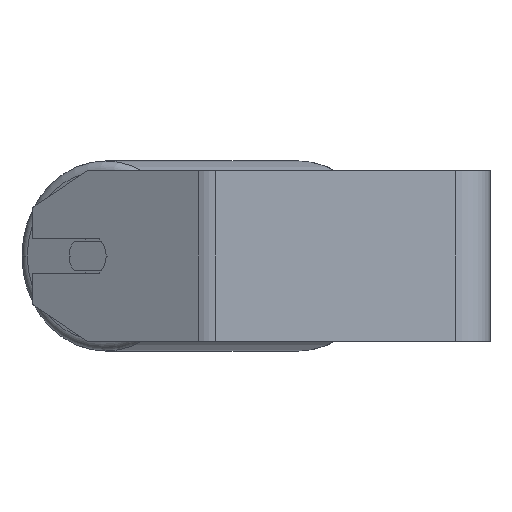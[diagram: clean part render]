
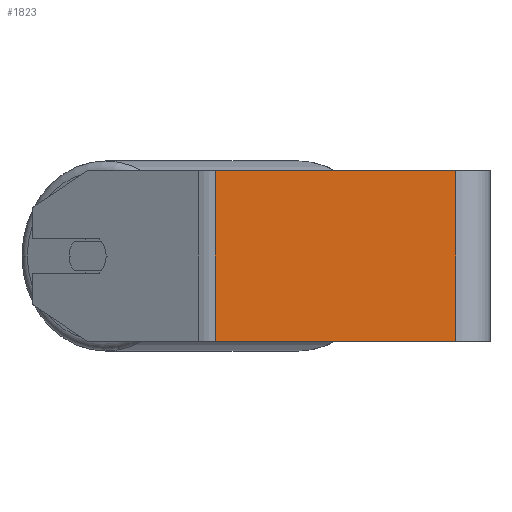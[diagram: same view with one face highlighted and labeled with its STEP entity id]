
A CAD part, left-side view. The second image highlights one B-rep face of the part: STEP entity #1823.
In plain terms, the highlighted planar face has unit normal (-1, 0, 0).
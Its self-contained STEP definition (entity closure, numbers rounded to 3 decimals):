
#21 = FACE_OUTER_BOUND ( 'NONE', #3001, .T. ) ;
#23 = CARTESIAN_POINT ( 'NONE',  ( -230., 128.525, 40. ) ) ;
#67 = VECTOR ( 'NONE', #2621, 1000. ) ;
#121 = CARTESIAN_POINT ( 'NONE',  ( -230., 132.812, 40. ) ) ;
#407 = VERTEX_POINT ( 'NONE', #925 ) ;
#649 = LINE ( 'NONE', #3360, #760 ) ;
#725 = AXIS2_PLACEMENT_3D ( 'NONE', #121, #5413, #5440 ) ;
#760 = VECTOR ( 'NONE', #4940, 1000. ) ;
#838 = EDGE_CURVE ( 'NONE', #4177, #3803, #4108, .T. ) ;
#917 = DIRECTION ( 'NONE',  ( 0., -1., 0. ) ) ;
#925 = CARTESIAN_POINT ( 'NONE',  ( -230., 16., 40. ) ) ;
#1211 = CARTESIAN_POINT ( 'NONE',  ( -230., 16., 40. ) ) ;
#1404 = VERTEX_POINT ( 'NONE', #2060 ) ;
#1695 = ORIENTED_EDGE ( 'NONE', *, *, #1900, .F. ) ;
#1823 = ADVANCED_FACE ( 'NONE', ( #21 ), #6003, .F. ) ;
#1900 = EDGE_CURVE ( 'NONE', #407, #3803, #3263, .T. ) ;
#2060 = CARTESIAN_POINT ( 'NONE',  ( -230., 128.525, 40. ) ) ;
#2256 = DIRECTION ( 'NONE',  ( 0., 0., -1. ) ) ;
#2423 = CARTESIAN_POINT ( 'NONE',  ( -230., 132.812, -40. ) ) ;
#2621 = DIRECTION ( 'NONE',  ( 0., 0., -1. ) ) ;
#2686 = CARTESIAN_POINT ( 'NONE',  ( -230., 128.525, -40. ) ) ;
#3001 = EDGE_LOOP ( 'NONE', ( #5348, #1695, #5408, #3146 ) ) ;
#3146 = ORIENTED_EDGE ( 'NONE', *, *, #4579, .T. ) ;
#3263 = LINE ( 'NONE', #1211, #4661 ) ;
#3360 = CARTESIAN_POINT ( 'NONE',  ( -230., 132.812, 40. ) ) ;
#3803 = VERTEX_POINT ( 'NONE', #4271 ) ;
#4108 = LINE ( 'NONE', #2423, #4323 ) ;
#4177 = VERTEX_POINT ( 'NONE', #2686 ) ;
#4244 = LINE ( 'NONE', #23, #67 ) ;
#4271 = CARTESIAN_POINT ( 'NONE',  ( -230., 16., -40. ) ) ;
#4323 = VECTOR ( 'NONE', #917, 1000. ) ;
#4579 = EDGE_CURVE ( 'NONE', #1404, #4177, #4244, .T. ) ;
#4661 = VECTOR ( 'NONE', #2256, 1000. ) ;
#4940 = DIRECTION ( 'NONE',  ( 0., -1., 0. ) ) ;
#5348 = ORIENTED_EDGE ( 'NONE', *, *, #838, .T. ) ;
#5408 = ORIENTED_EDGE ( 'NONE', *, *, #6329, .F. ) ;
#5413 = DIRECTION ( 'NONE',  ( 1., 0., 0. ) ) ;
#5440 = DIRECTION ( 'NONE',  ( 0., 1., 0. ) ) ;
#6003 = PLANE ( 'NONE',  #725 ) ;
#6329 = EDGE_CURVE ( 'NONE', #1404, #407, #649, .T. ) ;
